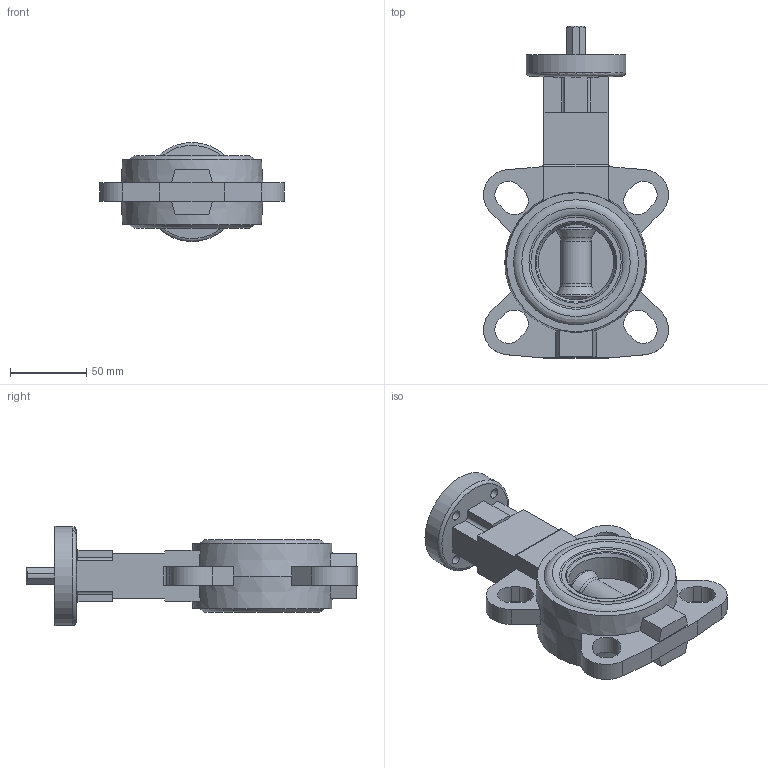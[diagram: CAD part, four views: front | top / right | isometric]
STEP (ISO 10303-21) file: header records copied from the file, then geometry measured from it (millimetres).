
FILE_DESCRIPTION(/* description */ ('STEP AP203'),/* implementation_level */ '2;1');
FILE_NAME(/* name */ 'socla_149G43363N_0',/* time_stamp */ '2023-03-14T11:21:30+01:00',/* author */ ('License CC BY-ND 4.0'),/* organization */ ('CADENAS'),/* preprocessor_version */ 'ST-DEVELOPER v19.3',/* originating_system */ 'PARTsolutions',/* authorisation */ ' ');
FILE_SCHEMA (('CONFIG_CONTROL_DESIGN'));
Length unit declared in the file: millimetre
Products named in the file (1): socla_149G43363N_0
Bounding box: 121.31 x 217.79 x 65 mm (x, y, z)
Volume: 424539.4 mm3; surface area: 68632.6 mm2
Topology: 1 solids, 1 shells, 157 faces, 436 edges, 289 vertices
Faces by surface type: plane 84, cylinder 41, torus 17, cone 11, sphere 4
Full cylindrical faces by diameter (mm): 2 x2, 4.917 x1, 6.5 x4, 13 x1, 24.5 x1, 25 x1, 36 x1, 49.561 x2, 65 x1
Entity records: 6064 total; most frequent: CARTESIAN_POINT 1118, ORIENTED_EDGE 780, DIRECTION 766, EDGE_CURVE 390, AXIS2_PLACEMENT_3D 292, VERTEX_POINT 273, EDGE_LOOP 215, FACE_BOUND 215
